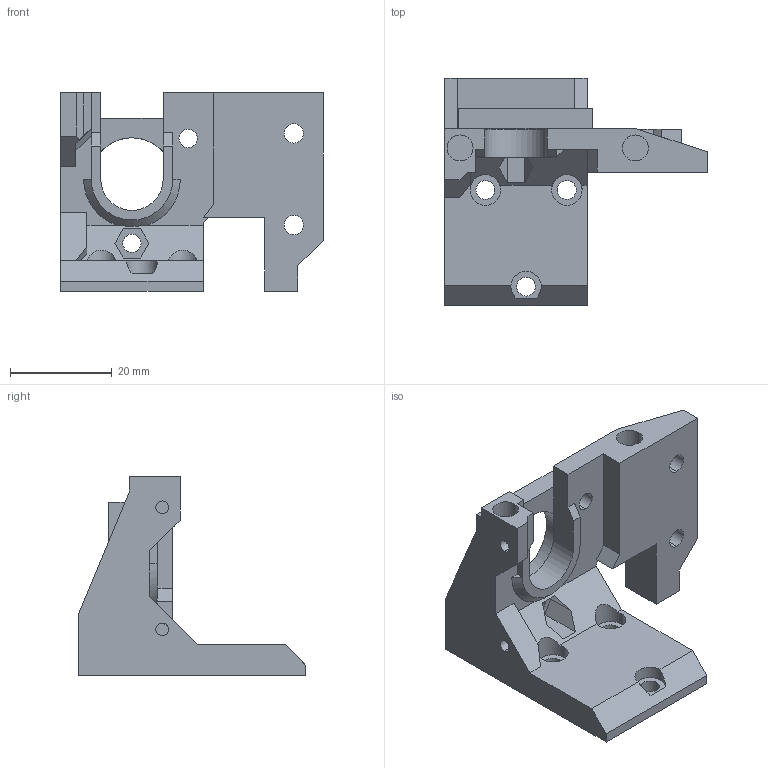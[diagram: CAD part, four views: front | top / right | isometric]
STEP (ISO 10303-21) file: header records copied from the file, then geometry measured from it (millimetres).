
FILE_DESCRIPTION (( 'STEP AP214' ), '1' );
FILE_NAME ('512 Groove Heat Sink Lock 40mm.STEP', '2021-03-17T21:06:03', ( '' ), ( '' ), 'SwSTEP 2.0', 'SolidWorks 2019', '' );
FILE_SCHEMA (( 'AUTOMOTIVE_DESIGN' ));
Length unit declared in the file: millimetre
Products named in the file (1): 512 Groove Heat Sink Lock 40mm
Bounding box: 51.6 x 44.7 x 39 mm (x, y, z)
Volume: 16610.6 mm3; surface area: 9376.6 mm2
Topology: 1 solids, 1 shells, 116 faces, 316 edges, 208 vertices
Faces by surface type: plane 79, cylinder 36, cone 1
Entity records: 3720 total; most frequent: CARTESIAN_POINT 678, ORIENTED_EDGE 632, DIRECTION 612, EDGE_CURVE 316, VECTOR 232, LINE 232, VERTEX_POINT 208, AXIS2_PLACEMENT_3D 190
